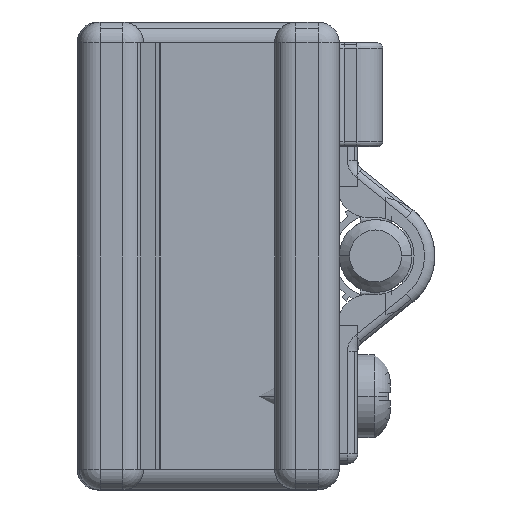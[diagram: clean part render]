
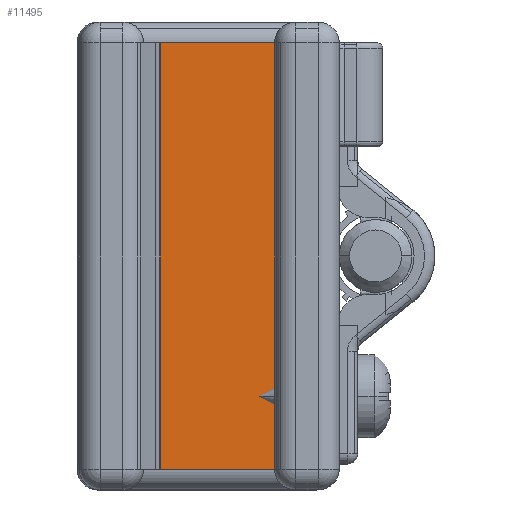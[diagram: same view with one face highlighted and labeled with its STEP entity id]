
A CAD part, front view. The second image highlights one B-rep face of the part: STEP entity #11495.
In plain terms, the highlighted planar face has unit normal (0, -1, 0).
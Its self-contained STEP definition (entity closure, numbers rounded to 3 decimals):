
#37 = EDGE_CURVE ( 'NONE', #7102, #10923, #12354, .T. ) ;
#44 = FACE_OUTER_BOUND ( 'NONE', #9907, .T. ) ;
#1376 = VECTOR ( 'NONE', #3588, 1000. ) ;
#1516 = DIRECTION ( 'NONE',  ( -1., 0., 0. ) ) ;
#1645 = VECTOR ( 'NONE', #6987, 1000. ) ;
#2624 = EDGE_CURVE ( 'NONE', #10923, #5219, #9877, .T. ) ;
#2808 = CARTESIAN_POINT ( 'NONE',  ( 6.3, 7.8, 0. ) ) ;
#2816 = CARTESIAN_POINT ( 'NONE',  ( 6.3, 7.8, -20.5 ) ) ;
#2824 = EDGE_CURVE ( 'NONE', #7513, #5219, #10681, .T. ) ;
#3588 = DIRECTION ( 'NONE',  ( 1., 0., 0. ) ) ;
#3777 = DIRECTION ( 'NONE',  ( 0., -1., 0. ) ) ;
#3893 = ORIENTED_EDGE ( 'NONE', *, *, #37, .F. ) ;
#4147 = CARTESIAN_POINT ( 'NONE',  ( 6.3, 7.8, 20.5 ) ) ;
#4973 = DIRECTION ( 'NONE',  ( 0., 0., 1. ) ) ;
#5219 = VERTEX_POINT ( 'NONE', #4147 ) ;
#5484 = CARTESIAN_POINT ( 'NONE',  ( 6.3, 7.8, -20.5 ) ) ;
#5611 = AXIS2_PLACEMENT_3D ( 'NONE', #2808, #3777, #5704 ) ;
#5704 = DIRECTION ( 'NONE',  ( 0., 0., -1. ) ) ;
#6143 = ORIENTED_EDGE ( 'NONE', *, *, #6461, .F. ) ;
#6461 = EDGE_CURVE ( 'NONE', #7513, #7102, #6519, .T. ) ;
#6519 = LINE ( 'NONE', #5484, #11471 ) ;
#6953 = CARTESIAN_POINT ( 'NONE',  ( 6.3, 7.8, -20.5 ) ) ;
#6987 = DIRECTION ( 'NONE',  ( 0., 0., 1. ) ) ;
#7102 = VERTEX_POINT ( 'NONE', #11532 ) ;
#7129 = ORIENTED_EDGE ( 'NONE', *, *, #2824, .T. ) ;
#7513 = VERTEX_POINT ( 'NONE', #2816 ) ;
#7754 = ORIENTED_EDGE ( 'NONE', *, *, #2624, .F. ) ;
#8069 = CARTESIAN_POINT ( 'NONE',  ( -6.3, 7.8, -20.5 ) ) ;
#8377 = VECTOR ( 'NONE', #4973, 1000. ) ;
#8704 = CARTESIAN_POINT ( 'NONE',  ( -6.3, 7.8, 20.5 ) ) ;
#9877 = LINE ( 'NONE', #10465, #1376 ) ;
#9907 = EDGE_LOOP ( 'NONE', ( #6143, #7129, #7754, #3893 ) ) ;
#10465 = CARTESIAN_POINT ( 'NONE',  ( -6.3, 7.8, 20.5 ) ) ;
#10681 = LINE ( 'NONE', #6953, #8377 ) ;
#10923 = VERTEX_POINT ( 'NONE', #8704 ) ;
#11471 = VECTOR ( 'NONE', #1516, 1000. ) ;
#11495 = ADVANCED_FACE ( 'NONE', ( #44 ), #11628, .T. ) ;
#11532 = CARTESIAN_POINT ( 'NONE',  ( -6.3, 7.8, -20.5 ) ) ;
#11628 = PLANE ( 'NONE',  #5611 ) ;
#12354 = LINE ( 'NONE', #8069, #1645 ) ;
